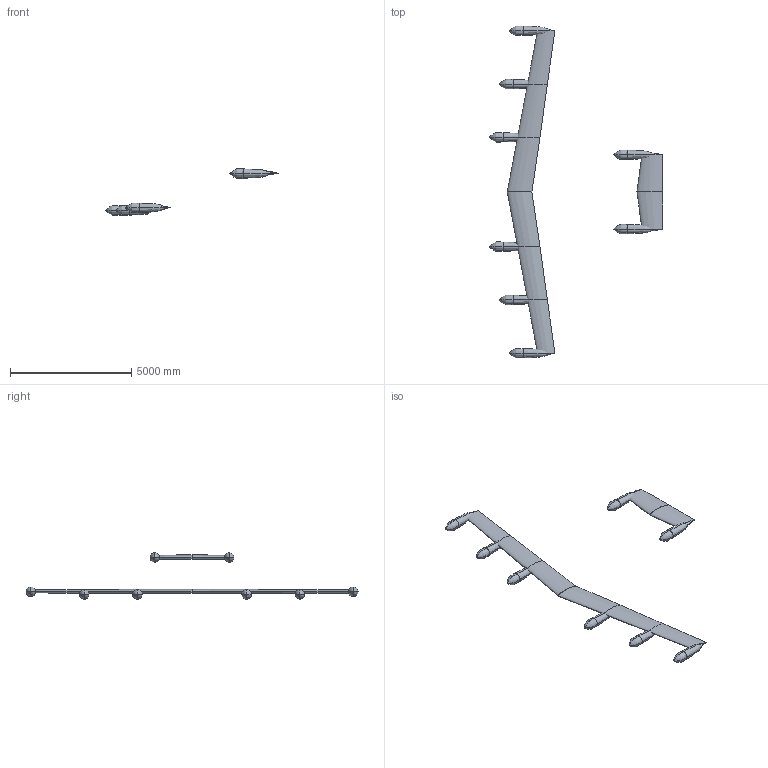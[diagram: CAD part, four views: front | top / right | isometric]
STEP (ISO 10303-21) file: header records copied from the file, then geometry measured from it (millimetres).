
FILE_DESCRIPTION((''),'1');
FILE_NAME('outfile.stp','2022-03-13T21:41:19',(''),(''),'','','');
FILE_SCHEMA(('CONFIG_CONTROL_DESIGN'));
Length unit declared in the file: foot
Bounding box: 7152.14 x 13718.27 x 1918.02 mm (x, y, z)
Surface area: 44994206.3 mm2 (no closed solid volume)
Topology: 0 solids, 0 shells, 120 faces, 480 edges, 392 vertices
Faces by surface type: bspline 120
Entity records: 29164 total; most frequent: CARTESIAN_POINT 28961, B_SPLINE_SURFACE_WITH_KNOTS 120, GEOMETRIC_SET 12, GEOMETRICALLY_BOUNDED_SURFACE_SHAPE_REPRESENTATION 12, SHAPE_REPRESENTATION_RELATIONSHIP 12, PERSON_AND_ORGANIZATION_ROLE 4, CC_DESIGN_PERSON_AND_ORGANIZATION_ASSIGNMENT 4, DIMENSIONAL_EXPONENTS 2
